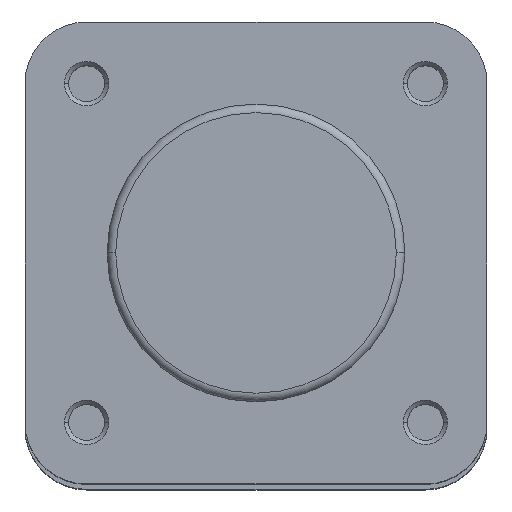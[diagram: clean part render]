
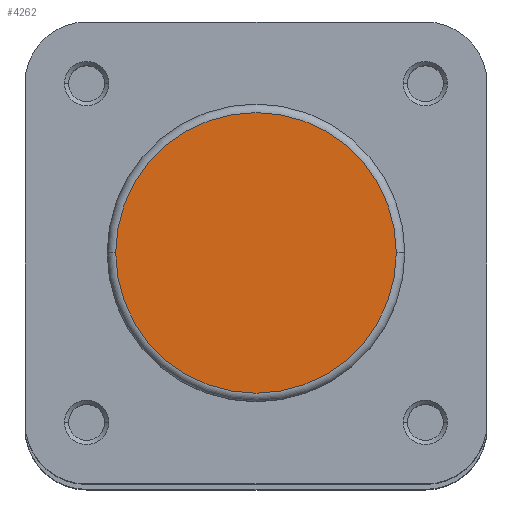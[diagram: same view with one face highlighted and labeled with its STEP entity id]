
A CAD part, top view. The second image highlights one B-rep face of the part: STEP entity #4262.
In plain terms, the highlighted planar face has unit normal (0, 0, 1).
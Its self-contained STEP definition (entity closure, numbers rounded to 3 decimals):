
#76 = CARTESIAN_POINT ( 'NONE',  ( -16.4, 0., 0. ) ) ;
#79 = VERTEX_POINT ( 'NONE', #76 ) ;
#179 = VERTEX_POINT ( 'NONE', #4841 ) ;
#689 = FACE_OUTER_BOUND ( 'NONE', #4396, .T. ) ;
#982 = CIRCLE ( 'NONE', #1566, 16.4 ) ;
#1013 = CIRCLE ( 'NONE', #1577, 16.4 ) ;
#1300 = CARTESIAN_POINT ( 'NONE',  ( 0., 0., 0. ) ) ;
#1301 = DIRECTION ( 'NONE',  ( 0., 0., 1. ) ) ;
#1302 = DIRECTION ( 'NONE',  ( -1., 0., 0. ) ) ;
#1341 = CARTESIAN_POINT ( 'NONE',  ( 0., 0., 0. ) ) ;
#1349 = DIRECTION ( 'NONE',  ( 0., 0., 1. ) ) ;
#1350 = DIRECTION ( 'NONE',  ( -1., 0., 0. ) ) ;
#1566 = AXIS2_PLACEMENT_3D ( 'NONE', #1300, #1301, #1302 ) ;
#1577 = AXIS2_PLACEMENT_3D ( 'NONE', #1341, #1349, #1350 ) ;
#1817 = AXIS2_PLACEMENT_3D ( 'NONE', #3383, #3391, #3392 ) ;
#3379 = PLANE ( 'NONE',  #1817 ) ;
#3383 = CARTESIAN_POINT ( 'NONE',  ( 0., 17.4, 0. ) ) ;
#3391 = DIRECTION ( 'NONE',  ( 0., 0., -1. ) ) ;
#3392 = DIRECTION ( 'NONE',  ( -1., 0., 0. ) ) ;
#3883 = ORIENTED_EDGE ( 'NONE', *, *, #4763, .T. ) ;
#3884 = ORIENTED_EDGE ( 'NONE', *, *, #4783, .T. ) ;
#4262 = ADVANCED_FACE ( 'NONE', ( #689 ), #3379, .F. ) ;
#4396 = EDGE_LOOP ( 'NONE', ( #3884, #3883 ) ) ;
#4763 = EDGE_CURVE ( 'NONE', #179, #79, #982, .T. ) ;
#4783 = EDGE_CURVE ( 'NONE', #79, #179, #1013, .T. ) ;
#4841 = CARTESIAN_POINT ( 'NONE',  ( 16.4, 0., 0. ) ) ;
